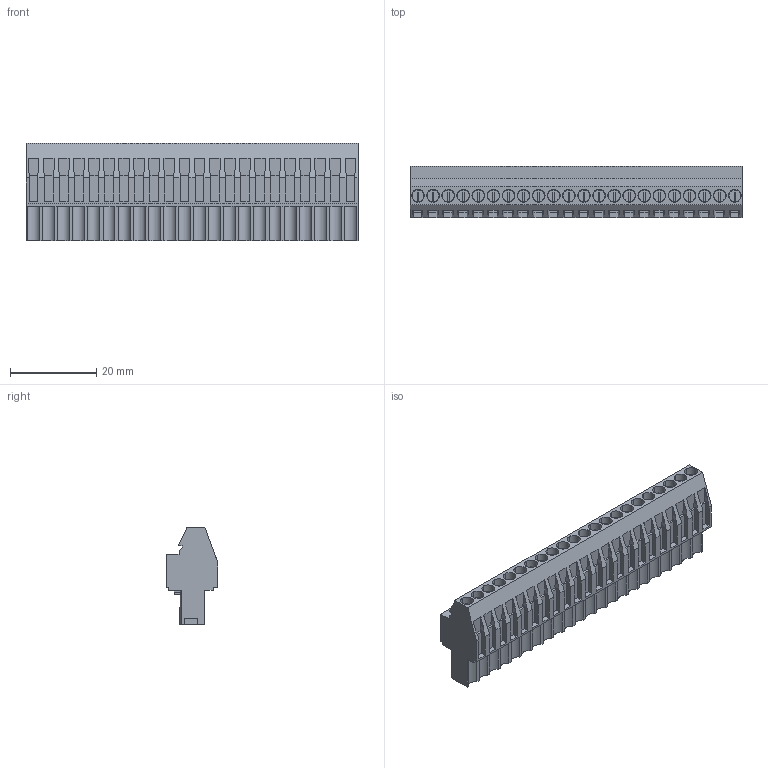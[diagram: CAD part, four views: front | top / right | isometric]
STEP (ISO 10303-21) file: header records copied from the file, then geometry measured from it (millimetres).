
FILE_DESCRIPTION(('CATIA V5 STEP Exchange','CAx-IF Rec.Pracs.--- Model Styling and Organization---1.2---2011-12-15'),'2;1');
FILE_NAME ('D1454026_0_1638750000_1638750000.stp','2017-04-18T06:26:47+00:00',('none'),('Weidmueller'),'CATIA Version 5-6 Release 2014','CATIA V5 STEP AP214','none');
FILE_SCHEMA(('AUTOMOTIVE_DESIGN { 1 0 10303 214 1 1 1 1 }'));
Length unit declared in the file: millimetre
Products named in the file (1): 1638750000
Bounding box: 77 x 11.83 x 22.6 mm (x, y, z)
Volume: 11845.8 mm3; surface area: 8792.1 mm2
Topology: 23 solids, 23 shells, 1254 faces, 3465 edges, 2345 vertices
Faces by surface type: plane 1078, cylinder 176
Entity records: 36956 total; most frequent: ORIENTED_EDGE 6930, CARTESIAN_POINT 6834, DIRECTION 4939, EDGE_CURVE 3465, VECTOR 2893, LINE 2893, VERTEX_POINT 2345, EDGE_LOOP 1342
